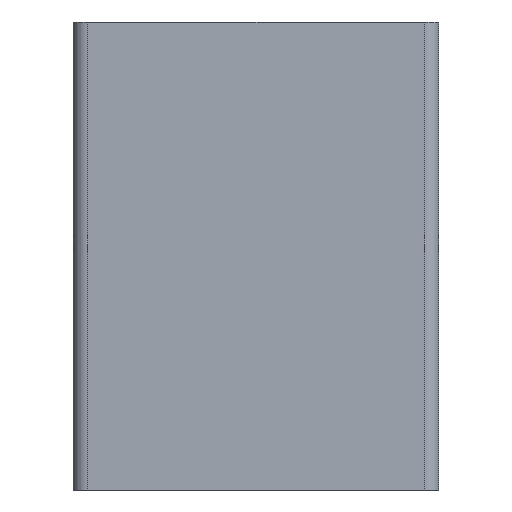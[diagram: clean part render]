
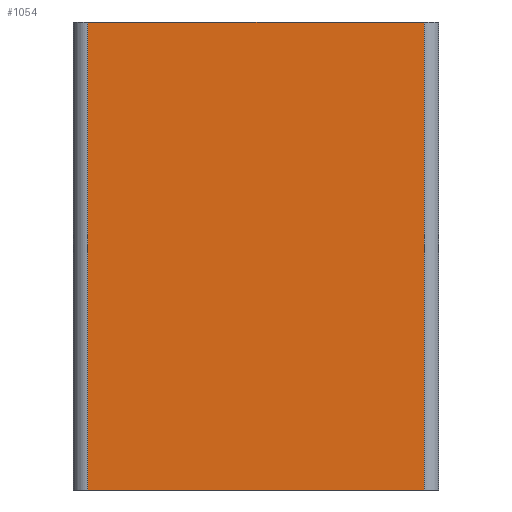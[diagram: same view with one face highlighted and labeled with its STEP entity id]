
A CAD part, left-side view. The second image highlights one B-rep face of the part: STEP entity #1054.
In plain terms, the highlighted planar face has unit normal (-1, 0, 0).
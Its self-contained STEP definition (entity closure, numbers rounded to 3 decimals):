
#199=DIRECTION('',(0.,-1.,0.));
#200=VECTOR('',#199,1.15);
#201=CARTESIAN_POINT('',(-1.6,0.575,0.));
#202=LINE('',#201,#200);
#321=DIRECTION('',(0.,-1.,0.));
#322=VECTOR('',#321,1.15);
#323=CARTESIAN_POINT('',(-1.6,0.575,-1.6));
#324=LINE('',#323,#322);
#490=DIRECTION('',(0.,0.,-1.));
#491=VECTOR('',#490,1.6);
#492=CARTESIAN_POINT('',(-1.6,0.575,0.));
#493=LINE('',#492,#491);
#494=DIRECTION('',(0.,0.,-1.));
#495=VECTOR('',#494,1.6);
#496=CARTESIAN_POINT('',(-1.6,-0.575,0.));
#497=LINE('',#496,#495);
#535=CARTESIAN_POINT('',(-1.6,0.575,0.));
#537=VERTEX_POINT('',#535);
#538=CARTESIAN_POINT('',(-1.6,-0.575,0.));
#539=VERTEX_POINT('',#538);
#567=CARTESIAN_POINT('',(-1.6,0.575,-1.6));
#569=VERTEX_POINT('',#567);
#570=CARTESIAN_POINT('',(-1.6,-0.575,-1.6));
#571=VERTEX_POINT('',#570);
#1042=CARTESIAN_POINT('',(-1.6,0.575,0.));
#1043=DIRECTION('',(-1.,0.,0.));
#1044=DIRECTION('',(0.,-1.,0.));
#1045=AXIS2_PLACEMENT_3D('',#1042,#1043,#1044);
#1046=PLANE('',#1045);
#1047=ORIENTED_EDGE('',*,*,#705,.T.);
#1049=ORIENTED_EDGE('',*,*,#1048,.T.);
#1050=ORIENTED_EDGE('',*,*,#862,.F.);
#1051=ORIENTED_EDGE('',*,*,#1035,.F.);
#1052=EDGE_LOOP('',(#1047,#1049,#1050,#1051));
#1053=FACE_OUTER_BOUND('',#1052,.F.);
#705=EDGE_CURVE('',#537,#539,#202,.T.);
#862=EDGE_CURVE('',#569,#571,#324,.T.);
#1035=EDGE_CURVE('',#537,#569,#493,.T.);
#1048=EDGE_CURVE('',#539,#571,#497,.T.);
#1054=ADVANCED_FACE('',(#1053),#1046,.T.);
